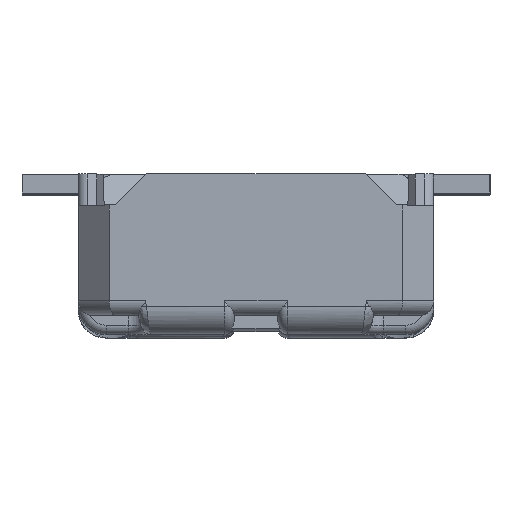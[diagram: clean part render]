
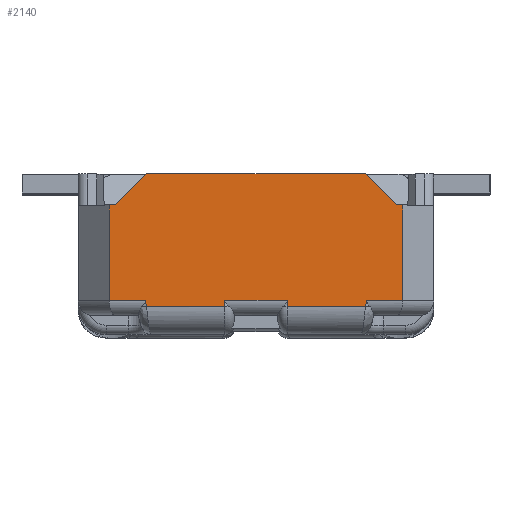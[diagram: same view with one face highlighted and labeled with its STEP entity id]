
A CAD part, top view. The second image highlights one B-rep face of the part: STEP entity #2140.
In plain terms, the highlighted planar face has unit normal (0, 0, 1).
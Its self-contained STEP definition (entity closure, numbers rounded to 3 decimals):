
#87 = VERTEX_POINT ( 'NONE', #3143 ) ;
#97 = ORIENTED_EDGE ( 'NONE', *, *, #9675, .T. ) ;
#203 = CARTESIAN_POINT ( 'NONE',  ( 0.1, -0.425, 3.475 ) ) ;
#227 = ORIENTED_EDGE ( 'NONE', *, *, #7650, .T. ) ;
#299 = VERTEX_POINT ( 'NONE', #2798 ) ;
#649 = CARTESIAN_POINT ( 'NONE',  ( 0.351, -0.425, 3.475 ) ) ;
#852 = DIRECTION ( 'NONE',  ( 0., 1., 0. ) ) ;
#862 = VERTEX_POINT ( 'NONE', #9066 ) ;
#1076 = CARTESIAN_POINT ( 'NONE',  ( 9.541, 0., 3.475 ) ) ;
#1120 = LINE ( 'NONE', #12115, #8324 ) ;
#1157 = DIRECTION ( 'NONE',  ( -0.707, 0.707, 0. ) ) ;
#1311 = EDGE_CURVE ( 'NONE', #5851, #862, #2073, .T. ) ;
#1430 = EDGE_CURVE ( 'NONE', #7537, #11867, #5716, .T. ) ;
#1520 = DIRECTION ( 'NONE',  ( 0., -1., 0. ) ) ;
#1605 = VECTOR ( 'NONE', #7295, 1000. ) ;
#1651 = DIRECTION ( 'NONE',  ( 0., 1., 0. ) ) ;
#1657 = CARTESIAN_POINT ( 'NONE',  ( 9.541, 9.891, 3.475 ) ) ;
#1933 = VECTOR ( 'NONE', #1520, 1000. ) ;
#1960 = VERTEX_POINT ( 'NONE', #3377 ) ;
#2073 = LINE ( 'NONE', #5402, #10846 ) ;
#2140 = ADVANCED_FACE ( 'NONE', ( #12680 ), #3818, .T. ) ;
#2143 = ORIENTED_EDGE ( 'NONE', *, *, #8715, .T. ) ;
#2278 = VERTEX_POINT ( 'NONE', #12229 ) ;
#2306 = AXIS2_PLACEMENT_3D ( 'NONE', #2845, #6790, #10746 ) ;
#2387 = CARTESIAN_POINT ( 'NONE',  ( 0.184, -0.425, 3.475 ) ) ;
#2730 = CARTESIAN_POINT ( 'NONE',  ( 0.355, -0.405, 3.475 ) ) ;
#2798 = CARTESIAN_POINT ( 'NONE',  ( -0.47, -0.405, 3.475 ) ) ;
#2845 = CARTESIAN_POINT ( 'NONE',  ( 0.496, -0.438, 3.475 ) ) ;
#2978 = ORIENTED_EDGE ( 'NONE', *, *, #3119, .F. ) ;
#3119 = EDGE_CURVE ( 'NONE', #6544, #2278, #6300, .T. ) ;
#3143 = CARTESIAN_POINT ( 'NONE',  ( 0.1, -0.425, 3.475 ) ) ;
#3267 = CARTESIAN_POINT ( 'NONE',  ( -0.355, -0.405, 3.475 ) ) ;
#3293 = ORIENTED_EDGE ( 'NONE', *, *, #11976, .F. ) ;
#3377 = CARTESIAN_POINT ( 'NONE',  ( -0.35, 0., 3.475 ) ) ;
#3382 = DIRECTION ( 'NONE',  ( -1., 0., 0. ) ) ;
#3580 = VECTOR ( 'NONE', #11321, 1000. ) ;
#3656 = CARTESIAN_POINT ( 'NONE',  ( 0.47, -0.1, 3.475 ) ) ;
#3818 = PLANE ( 'NONE',  #2306 ) ;
#3842 = CARTESIAN_POINT ( 'NONE',  ( 0.47, -0.405, 3.475 ) ) ;
#4078 = DIRECTION ( 'NONE',  ( -1., 0., 0. ) ) ;
#4203 = LINE ( 'NONE', #10027, #9631 ) ;
#4210 = LINE ( 'NONE', #8262, #1605 ) ;
#4240 = EDGE_LOOP ( 'NONE', ( #97, #12162, #227, #4879, #8442, #7204, #10029, #3293, #6240, #12521, #5974, #2143, #8665, #9307, #8940, #2978 ) ) ;
#4357 = VERTEX_POINT ( 'NONE', #2730 ) ;
#4379 = DIRECTION ( 'NONE',  ( -0.707, -0.707, 0. ) ) ;
#4834 = LINE ( 'NONE', #8775, #7177 ) ;
#4879 = ORIENTED_EDGE ( 'NONE', *, *, #5579, .F. ) ;
#4880 = CARTESIAN_POINT ( 'NONE',  ( 0.432, -0.405, 3.475 ) ) ;
#4910 = VECTOR ( 'NONE', #4379, 1000. ) ;
#5095 = CARTESIAN_POINT ( 'NONE',  ( -0.45, -0.1, 3.475 ) ) ;
#5139 = DIRECTION ( 'NONE',  ( 1., 0., 0. ) ) ;
#5241 = CARTESIAN_POINT ( 'NONE',  ( 0.351, -0.425, 3.475 ) ) ;
#5305 = CARTESIAN_POINT ( 'NONE',  ( 0.267, -0.425, 3.475 ) ) ;
#5387 = VERTEX_POINT ( 'NONE', #5095 ) ;
#5402 = CARTESIAN_POINT ( 'NONE',  ( -0.1, -0.425, 3.475 ) ) ;
#5423 = CARTESIAN_POINT ( 'NONE',  ( 0.1, -0.405, 3.475 ) ) ;
#5459 = B_SPLINE_CURVE_WITH_KNOTS ( 'NONE', 3,
 ( #5241, #5305, #2387, #203 ),
 .UNSPECIFIED., .F., .F.,
 ( 4, 4 ),
 ( 0., 1. ),
 .UNSPECIFIED. ) ;
#5579 = EDGE_CURVE ( 'NONE', #7537, #4357, #6412, .T. ) ;
#5635 = VECTOR ( 'NONE', #852, 1000. ) ;
#5716 = LINE ( 'NONE', #10574, #7942 ) ;
#5769 = LINE ( 'NONE', #9724, #5635 ) ;
#5851 = VERTEX_POINT ( 'NONE', #10196 ) ;
#5936 = DIRECTION ( 'NONE',  ( -0.179, 0.984, 0. ) ) ;
#5974 = ORIENTED_EDGE ( 'NONE', *, *, #8669, .F. ) ;
#6137 = CARTESIAN_POINT ( 'NONE',  ( 0.45, -0.1, 3.475 ) ) ;
#6240 = ORIENTED_EDGE ( 'NONE', *, *, #11683, .T. ) ;
#6300 = LINE ( 'NONE', #12186, #11122 ) ;
#6412 = B_SPLINE_CURVE_WITH_KNOTS ( 'NONE', 3,
 ( #3842, #4880, #9601, #9666 ),
 .UNSPECIFIED., .F., .F.,
 ( 4, 4 ),
 ( 0., 1. ),
 .UNSPECIFIED. ) ;
#6458 = CARTESIAN_POINT ( 'NONE',  ( -0.1, 0.256, 3.475 ) ) ;
#6506 = LINE ( 'NONE', #1657, #4910 ) ;
#6544 = VERTEX_POINT ( 'NONE', #5423 ) ;
#6545 = EDGE_CURVE ( 'NONE', #9397, #5387, #4210, .T. ) ;
#6759 = VECTOR ( 'NONE', #8897, 1000. ) ;
#6790 = DIRECTION ( 'NONE',  ( 0., 0., 1. ) ) ;
#6836 = CARTESIAN_POINT ( 'NONE',  ( -0.475, 0.256, 3.475 ) ) ;
#7177 = VECTOR ( 'NONE', #12727, 1000. ) ;
#7204 = ORIENTED_EDGE ( 'NONE', *, *, #11459, .T. ) ;
#7295 = DIRECTION ( 'NONE',  ( 1., 0., 0. ) ) ;
#7481 = LINE ( 'NONE', #6458, #10606 ) ;
#7537 = VERTEX_POINT ( 'NONE', #11072 ) ;
#7619 = EDGE_CURVE ( 'NONE', #8930, #87, #5459, .T. ) ;
#7650 = EDGE_CURVE ( 'NONE', #8930, #4357, #12413, .T. ) ;
#7692 = EDGE_CURVE ( 'NONE', #2278, #5851, #7481, .T. ) ;
#7799 = EDGE_CURVE ( 'NONE', #862, #10943, #11684, .T. ) ;
#7942 = VECTOR ( 'NONE', #1651, 1000. ) ;
#8262 = CARTESIAN_POINT ( 'NONE',  ( 9.541, -0.1, 3.475 ) ) ;
#8324 = VECTOR ( 'NONE', #5139, 1000. ) ;
#8392 = CARTESIAN_POINT ( 'NONE',  ( 0.475, 0.256, 3.475 ) ) ;
#8442 = ORIENTED_EDGE ( 'NONE', *, *, #1430, .T. ) ;
#8665 = ORIENTED_EDGE ( 'NONE', *, *, #7799, .F. ) ;
#8669 = EDGE_CURVE ( 'NONE', #299, #9397, #5769, .T. ) ;
#8715 = EDGE_CURVE ( 'NONE', #299, #10943, #1120, .T. ) ;
#8775 = CARTESIAN_POINT ( 'NONE',  ( 9.541, -0.1, 3.475 ) ) ;
#8897 = DIRECTION ( 'NONE',  ( 1., 0., 0. ) ) ;
#8930 = VERTEX_POINT ( 'NONE', #649 ) ;
#8940 = ORIENTED_EDGE ( 'NONE', *, *, #7692, .F. ) ;
#9066 = CARTESIAN_POINT ( 'NONE',  ( -0.351, -0.425, 3.475 ) ) ;
#9307 = ORIENTED_EDGE ( 'NONE', *, *, #1311, .F. ) ;
#9397 = VERTEX_POINT ( 'NONE', #12647 ) ;
#9548 = VERTEX_POINT ( 'NONE', #10982 ) ;
#9601 = CARTESIAN_POINT ( 'NONE',  ( 0.393, -0.405, 3.475 ) ) ;
#9631 = VECTOR ( 'NONE', #1157, 1000. ) ;
#9666 = CARTESIAN_POINT ( 'NONE',  ( 0.355, -0.405, 3.475 ) ) ;
#9675 = EDGE_CURVE ( 'NONE', #6544, #87, #12321, .T. ) ;
#9724 = CARTESIAN_POINT ( 'NONE',  ( -0.47, 0.256, 3.475 ) ) ;
#9794 = VECTOR ( 'NONE', #5936, 1000. ) ;
#10027 = CARTESIAN_POINT ( 'NONE',  ( 9.541, -9.191, 3.475 ) ) ;
#10029 = ORIENTED_EDGE ( 'NONE', *, *, #10735, .T. ) ;
#10196 = CARTESIAN_POINT ( 'NONE',  ( -0.1, -0.425, 3.475 ) ) ;
#10574 = CARTESIAN_POINT ( 'NONE',  ( 0.47, 0.256, 3.475 ) ) ;
#10606 = VECTOR ( 'NONE', #12351, 1000. ) ;
#10735 = EDGE_CURVE ( 'NONE', #11538, #9548, #4203, .T. ) ;
#10746 = DIRECTION ( 'NONE',  ( 1., 0., 0. ) ) ;
#10846 = VECTOR ( 'NONE', #4078, 1000. ) ;
#10943 = VERTEX_POINT ( 'NONE', #3267 ) ;
#10982 = CARTESIAN_POINT ( 'NONE',  ( 0.35, 0., 3.475 ) ) ;
#11072 = CARTESIAN_POINT ( 'NONE',  ( 0.47, -0.405, 3.475 ) ) ;
#11122 = VECTOR ( 'NONE', #3382, 1000. ) ;
#11321 = DIRECTION ( 'NONE',  ( 0.179, 0.984, 0. ) ) ;
#11459 = EDGE_CURVE ( 'NONE', #11867, #11538, #4834, .T. ) ;
#11538 = VERTEX_POINT ( 'NONE', #6137 ) ;
#11683 = EDGE_CURVE ( 'NONE', #1960, #5387, #6506, .T. ) ;
#11684 = LINE ( 'NONE', #6836, #9794 ) ;
#11867 = VERTEX_POINT ( 'NONE', #3656 ) ;
#11976 = EDGE_CURVE ( 'NONE', #1960, #9548, #12075, .T. ) ;
#12075 = LINE ( 'NONE', #1076, #6759 ) ;
#12115 = CARTESIAN_POINT ( 'NONE',  ( -0.47, -0.405, 3.475 ) ) ;
#12162 = ORIENTED_EDGE ( 'NONE', *, *, #7619, .F. ) ;
#12186 = CARTESIAN_POINT ( 'NONE',  ( 0.1, -0.405, 3.475 ) ) ;
#12229 = CARTESIAN_POINT ( 'NONE',  ( -0.1, -0.405, 3.475 ) ) ;
#12254 = CARTESIAN_POINT ( 'NONE',  ( 0.1, 0.256, 3.475 ) ) ;
#12321 = LINE ( 'NONE', #12254, #1933 ) ;
#12351 = DIRECTION ( 'NONE',  ( 0., -1., 0. ) ) ;
#12413 = LINE ( 'NONE', #8392, #3580 ) ;
#12521 = ORIENTED_EDGE ( 'NONE', *, *, #6545, .F. ) ;
#12647 = CARTESIAN_POINT ( 'NONE',  ( -0.47, -0.1, 3.475 ) ) ;
#12680 = FACE_OUTER_BOUND ( 'NONE', #4240, .T. ) ;
#12727 = DIRECTION ( 'NONE',  ( -1., 0., 0. ) ) ;
